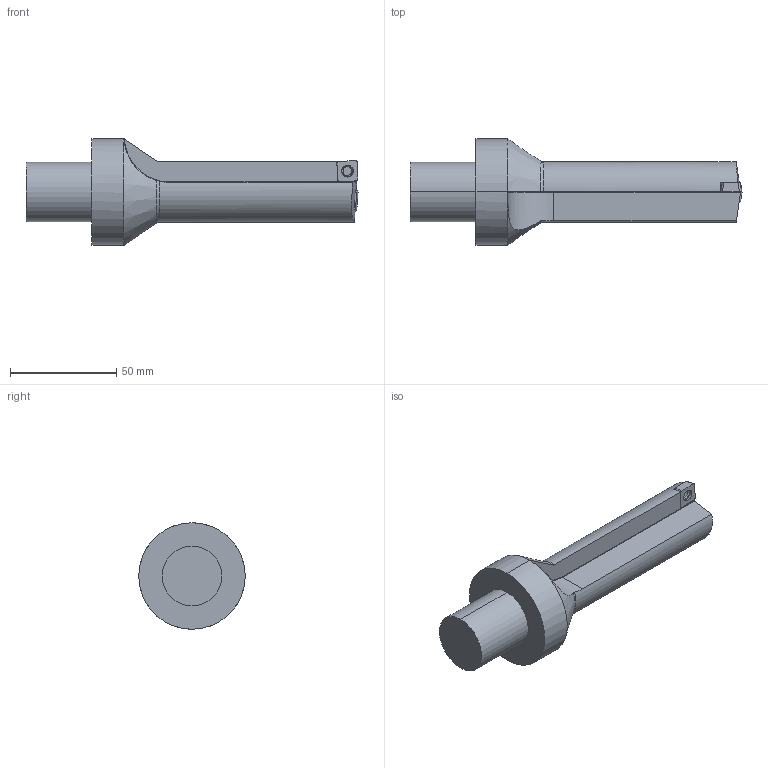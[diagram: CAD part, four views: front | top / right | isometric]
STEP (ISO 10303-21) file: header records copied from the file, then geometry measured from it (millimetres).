
FILE_DESCRIPTION((''),'2;1');
FILE_NAME('1088029595_ASM','2021-02-02T12:16:17',('thiemer'),(''),'CREO PARAMETRIC BY PTC INC, 2020053','CREO PARAMETRIC BY PTC INC, 2020053','');
FILE_SCHEMA(('AP242_MANAGED_MODEL_BASED_3D_ENGINEERING_MIM_LF { 1 0 10303 442 1 1 4 }'));
Length unit declared in the file: millimetre
Products named in the file (3): 1088029595NC; 1088029595C; 1088029595_ASM
Assembly tree (3 placements, depth 2):
  1088029595_ASM
    1088029595NC
    1088029595C  x2
Bounding box: 156 x 50 x 50 mm (x, y, z)
Volume: 104257.8 mm3; surface area: 20153.9 mm2
Topology: 3 solids, 3 shells, 78 faces, 285 edges, 215 vertices
Faces by surface type: plane 32, cylinder 30, torus 10, cone 6
Entity records: 4160 total; most frequent: CARTESIAN_POINT 645, DIRECTION 451, ORIENTED_EDGE 298, PRESENTATION_STYLE_ASSIGNMENT 258, STYLED_ITEM 258, CURVE_STYLE 255, AXIS2_PLACEMENT_3D 151, VECTOR 149
